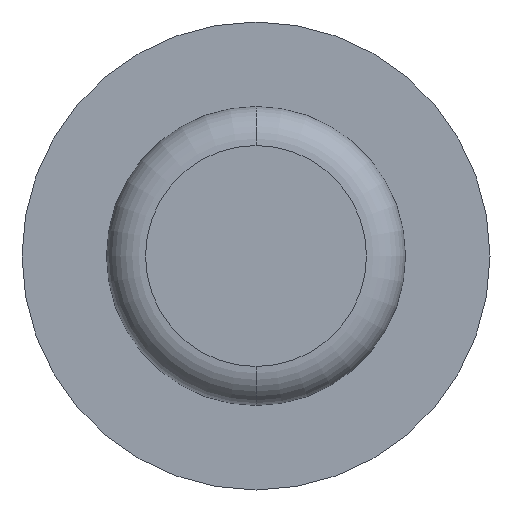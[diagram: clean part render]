
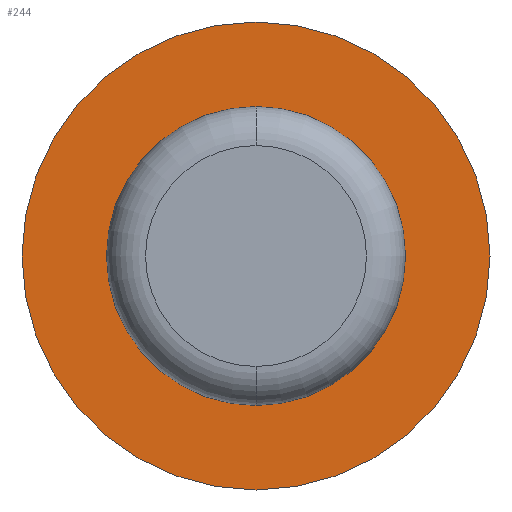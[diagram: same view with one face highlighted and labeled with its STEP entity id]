
A CAD part, front view. The second image highlights one B-rep face of the part: STEP entity #244.
In plain terms, the highlighted planar face has unit normal (0, -1, 0).
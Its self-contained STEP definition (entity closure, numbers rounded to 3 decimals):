
#1 = ORIENTED_EDGE ( 'NONE', *, *, #192, .F. ) ;
#12 = DIRECTION ( 'NONE',  ( 0., 0., -1. ) ) ;
#22 = AXIS2_PLACEMENT_3D ( 'NONE', #38, #135, #83 ) ;
#29 = EDGE_LOOP ( 'NONE', ( #170, #1 ) ) ;
#38 = CARTESIAN_POINT ( 'NONE',  ( 0., 3.4, 0. ) ) ;
#42 = CARTESIAN_POINT ( 'NONE',  ( 2.3, 3.4, 0. ) ) ;
#44 = EDGE_LOOP ( 'NONE', ( #104, #47 ) ) ;
#47 = ORIENTED_EDGE ( 'NONE', *, *, #120, .T. ) ;
#48 = AXIS2_PLACEMENT_3D ( 'NONE', #42, #202, #219 ) ;
#83 = DIRECTION ( 'NONE',  ( 0., 0., -1. ) ) ;
#87 = FACE_BOUND ( 'NONE', #29, .T. ) ;
#97 = VERTEX_POINT ( 'NONE', #146 ) ;
#100 = AXIS2_PLACEMENT_3D ( 'NONE', #273, #157, #110 ) ;
#104 = ORIENTED_EDGE ( 'NONE', *, *, #290, .T. ) ;
#105 = CARTESIAN_POINT ( 'NONE',  ( 0., 3.4, -2.3 ) ) ;
#108 = PLANE ( 'NONE',  #48 ) ;
#110 = DIRECTION ( 'NONE',  ( 0., 0., -1. ) ) ;
#120 = EDGE_CURVE ( 'NONE', #303, #235, #136, .T. ) ;
#127 = CIRCLE ( 'NONE', #275, 3.6 ) ;
#134 = CARTESIAN_POINT ( 'NONE',  ( 0., 3.4, 0. ) ) ;
#135 = DIRECTION ( 'NONE',  ( 0., -1., 0. ) ) ;
#136 = CIRCLE ( 'NONE', #285, 3.6 ) ;
#146 = CARTESIAN_POINT ( 'NONE',  ( 0., 3.4, 2.3 ) ) ;
#157 = DIRECTION ( 'NONE',  ( 0., -1., 0. ) ) ;
#165 = EDGE_CURVE ( 'NONE', #209, #97, #230, .T. ) ;
#170 = ORIENTED_EDGE ( 'NONE', *, *, #165, .F. ) ;
#192 = EDGE_CURVE ( 'NONE', #97, #209, #238, .T. ) ;
#199 = DIRECTION ( 'NONE',  ( 0., -1., 0. ) ) ;
#202 = DIRECTION ( 'NONE',  ( 0., -1., 0. ) ) ;
#209 = VERTEX_POINT ( 'NONE', #105 ) ;
#219 = DIRECTION ( 'NONE',  ( 0., 0., -1. ) ) ;
#223 = DIRECTION ( 'NONE',  ( 0., -1., 0. ) ) ;
#230 = CIRCLE ( 'NONE', #22, 2.3 ) ;
#235 = VERTEX_POINT ( 'NONE', #252 ) ;
#238 = CIRCLE ( 'NONE', #100, 2.3 ) ;
#244 = ADVANCED_FACE ( 'NONE', ( #298, #87 ), #108, .T. ) ;
#246 = CARTESIAN_POINT ( 'NONE',  ( 0., 3.4, 0. ) ) ;
#252 = CARTESIAN_POINT ( 'NONE',  ( 0., 3.4, -3.6 ) ) ;
#269 = DIRECTION ( 'NONE',  ( 0., 0., -1. ) ) ;
#273 = CARTESIAN_POINT ( 'NONE',  ( 0., 3.4, 0. ) ) ;
#275 = AXIS2_PLACEMENT_3D ( 'NONE', #134, #223, #269 ) ;
#285 = AXIS2_PLACEMENT_3D ( 'NONE', #246, #199, #12 ) ;
#290 = EDGE_CURVE ( 'NONE', #235, #303, #127, .T. ) ;
#298 = FACE_OUTER_BOUND ( 'NONE', #44, .T. ) ;
#302 = CARTESIAN_POINT ( 'NONE',  ( 0., 3.4, 3.6 ) ) ;
#303 = VERTEX_POINT ( 'NONE', #302 ) ;
